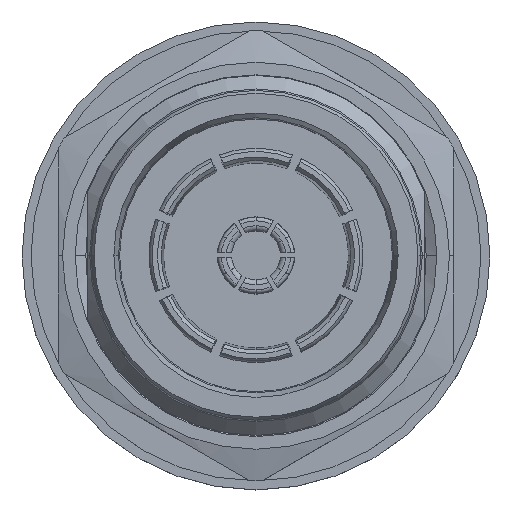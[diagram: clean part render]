
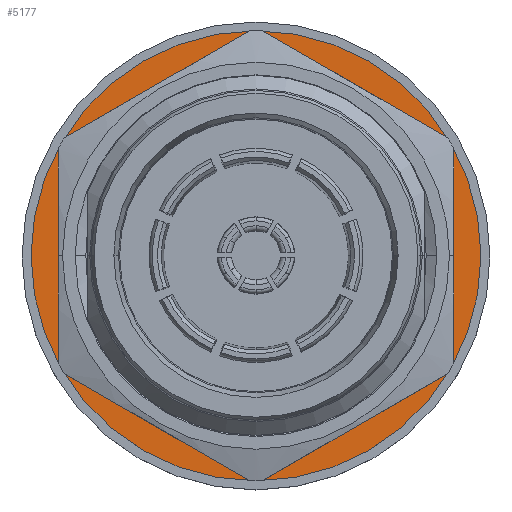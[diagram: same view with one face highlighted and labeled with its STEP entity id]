
A CAD part, top view. The second image highlights one B-rep face of the part: STEP entity #5177.
In plain terms, the highlighted planar face has unit normal (0, 0, 1).
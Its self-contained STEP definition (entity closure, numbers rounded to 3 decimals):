
#314 = EDGE_CURVE ( 'NONE', #8422, #6258, #3733, .T. ) ;
#936 = DIRECTION ( 'NONE',  ( 0., 0., 1. ) ) ;
#1016 = EDGE_CURVE ( 'NONE', #9218, #4211, #4614, .T. ) ;
#1088 = AXIS2_PLACEMENT_3D ( 'NONE', #3361, #9115, #4423 ) ;
#1870 = AXIS2_PLACEMENT_3D ( 'NONE', #5214, #8924, #9981 ) ;
#2335 = FACE_OUTER_BOUND ( 'NONE', #6924, .T. ) ;
#2402 = EDGE_LOOP ( 'NONE', ( #11815, #11451 ) ) ;
#2467 = CIRCLE ( 'NONE', #1088, 12.5 ) ;
#2828 = ORIENTED_EDGE ( 'NONE', *, *, #1016, .T. ) ;
#3003 = CARTESIAN_POINT ( 'NONE',  ( 0., 10.25, -16.7 ) ) ;
#3361 = CARTESIAN_POINT ( 'NONE',  ( 0., 0., -16.7 ) ) ;
#3733 = CIRCLE ( 'NONE', #1870, 10.75 ) ;
#4203 = CARTESIAN_POINT ( 'NONE',  ( -12.5, 0., -16.7 ) ) ;
#4211 = VERTEX_POINT ( 'NONE', #4203 ) ;
#4264 = CIRCLE ( 'NONE', #9990, 10.75 ) ;
#4423 = DIRECTION ( 'NONE',  ( 1., 0., 0. ) ) ;
#4614 = CIRCLE ( 'NONE', #8441, 12.5 ) ;
#4726 = CARTESIAN_POINT ( 'NONE',  ( 12.5, 0., -16.7 ) ) ;
#4889 = DIRECTION ( 'NONE',  ( 0., 0., 1. ) ) ;
#4926 = CARTESIAN_POINT ( 'NONE',  ( 0., 0., -16.7 ) ) ;
#5177 = ADVANCED_FACE ( 'NONE', ( #9379, #2335 ), #7927, .F. ) ;
#5214 = CARTESIAN_POINT ( 'NONE',  ( 0., 0., -16.7 ) ) ;
#5249 = CARTESIAN_POINT ( 'NONE',  ( 10.75, 0., -16.7 ) ) ;
#5731 = CARTESIAN_POINT ( 'NONE',  ( 0., 0., -16.7 ) ) ;
#5857 = EDGE_CURVE ( 'NONE', #6258, #8422, #4264, .T. ) ;
#5933 = DIRECTION ( 'NONE',  ( 1., 0., 0. ) ) ;
#5984 = DIRECTION ( 'NONE',  ( -1., 0., 0. ) ) ;
#6258 = VERTEX_POINT ( 'NONE', #9535 ) ;
#6924 = EDGE_LOOP ( 'NONE', ( #2828, #9775 ) ) ;
#7927 = PLANE ( 'NONE',  #8419 ) ;
#8419 = AXIS2_PLACEMENT_3D ( 'NONE', #3003, #10734, #5984 ) ;
#8422 = VERTEX_POINT ( 'NONE', #5249 ) ;
#8441 = AXIS2_PLACEMENT_3D ( 'NONE', #5731, #4889, #8642 ) ;
#8642 = DIRECTION ( 'NONE',  ( 1., 0., 0. ) ) ;
#8924 = DIRECTION ( 'NONE',  ( 0., 0., 1. ) ) ;
#9115 = DIRECTION ( 'NONE',  ( 0., 0., 1. ) ) ;
#9218 = VERTEX_POINT ( 'NONE', #4726 ) ;
#9379 = FACE_BOUND ( 'NONE', #2402, .T. ) ;
#9535 = CARTESIAN_POINT ( 'NONE',  ( -10.75, 0., -16.7 ) ) ;
#9775 = ORIENTED_EDGE ( 'NONE', *, *, #11369, .T. ) ;
#9981 = DIRECTION ( 'NONE',  ( 1., 0., 0. ) ) ;
#9990 = AXIS2_PLACEMENT_3D ( 'NONE', #4926, #936, #5933 ) ;
#10734 = DIRECTION ( 'NONE',  ( 0., 0., -1. ) ) ;
#11369 = EDGE_CURVE ( 'NONE', #4211, #9218, #2467, .T. ) ;
#11451 = ORIENTED_EDGE ( 'NONE', *, *, #5857, .F. ) ;
#11815 = ORIENTED_EDGE ( 'NONE', *, *, #314, .F. ) ;
